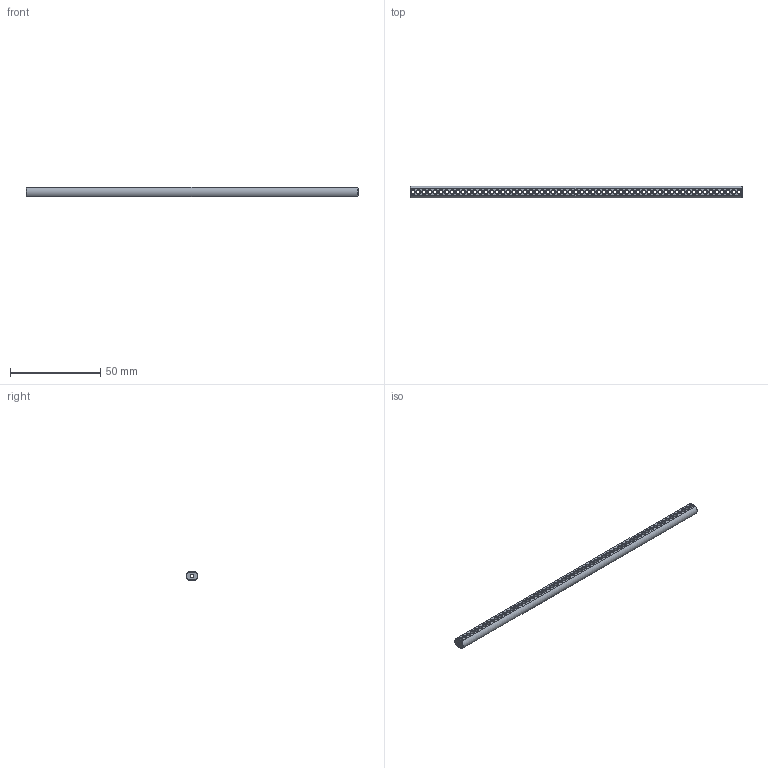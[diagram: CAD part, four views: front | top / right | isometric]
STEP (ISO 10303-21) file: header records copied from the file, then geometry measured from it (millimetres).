
FILE_DESCRIPTION(('FreeCAD Model'),'2;1');
FILE_NAME('Open CASCADE Shape Model','2024-06-18T14:47:00',(''),(''), 'Open CASCADE STEP processor 7.6','FreeCAD','Unknown');
FILE_SCHEMA(('AUTOMOTIVE_DESIGN { 1 0 10303 214 1 1 1 1 }'));
Length unit declared in the file: millimetre
Products named in the file (1): Shaft IDX BU14.75 - SPN-SFT-0179 (stemfie.org)
Bounding box: 184.38 x 6.6 x 5 mm (x, y, z)
Volume: 4207.8 mm3; surface area: 5307.9 mm2
Topology: 1 solids, 1 shells, 757 faces, 2297 edges, 1450 vertices
Faces by surface type: plane 315, cylinder 180, extrusion 140, cone 122
Full cylindrical faces by diameter (mm): 2 x178
Entity records: 26371 total; most frequent: CARTESIAN_POINT 5345, ORIENTED_EDGE 4594, DIRECTION 4127, EDGE_CURVE 2297, VERTEX_POINT 1450, VECTOR 1423, AXIS2_PLACEMENT_3D 1352, LINE 1283
